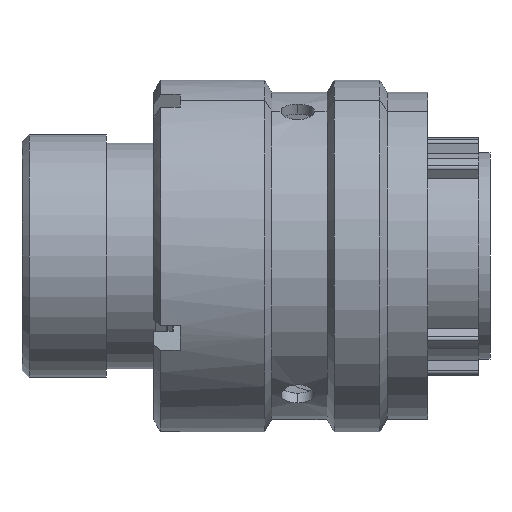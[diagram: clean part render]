
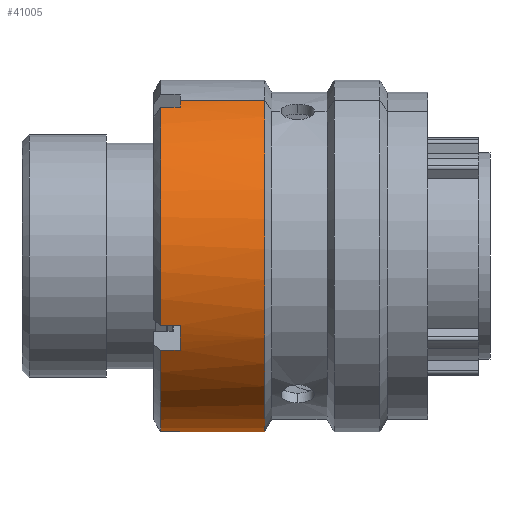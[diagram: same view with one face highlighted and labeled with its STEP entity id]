
A CAD part, front view. The second image highlights one B-rep face of the part: STEP entity #41005.
In plain terms, the highlighted cylindrical face has radius 12.55 mm (diameter 25.1 mm), a partial arc.
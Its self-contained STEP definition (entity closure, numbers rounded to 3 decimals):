
#361 = CARTESIAN_POINT ( 'NONE',  ( 11.278, -5.849, 11.103 ) ) ;
#698 = LINE ( 'NONE', #44493, #39913 ) ;
#2065 = VERTEX_POINT ( 'NONE', #28422 ) ;
#2142 = VECTOR ( 'NONE', #54827, 1000. ) ;
#3065 = EDGE_LOOP ( 'NONE', ( #56709, #4475, #61107, #26447, #44102, #26289, #32409, #57132, #20146, #41681, #49608, #22257 ) ) ;
#3298 = CIRCLE ( 'NONE', #30481, 12.55 ) ;
#4106 = CARTESIAN_POINT ( 'NONE',  ( 28.928, -11.534, -4.946 ) ) ;
#4475 = ORIENTED_EDGE ( 'NONE', *, *, #8819, .T. ) ;
#5246 = VERTEX_POINT ( 'NONE', #12349 ) ;
#5342 = VERTEX_POINT ( 'NONE', #14339 ) ;
#5833 = DIRECTION ( 'NONE',  ( 1., 0., 0. ) ) ;
#6196 = CARTESIAN_POINT ( 'NONE',  ( 11.278, 0., 0. ) ) ;
#6382 = VERTEX_POINT ( 'NONE', #26814 ) ;
#8402 = EDGE_CURVE ( 'NONE', #6382, #5342, #16384, .T. ) ;
#8819 = EDGE_CURVE ( 'NONE', #29022, #2065, #61991, .T. ) ;
#8887 = VECTOR ( 'NONE', #9024, 1000. ) ;
#9024 = DIRECTION ( 'NONE',  ( 1., 0., 0. ) ) ;
#9787 = CARTESIAN_POINT ( 'NONE',  ( 11.278, 0., 0. ) ) ;
#9875 = CARTESIAN_POINT ( 'NONE',  ( 11.278, 0., 0. ) ) ;
#9985 = EDGE_CURVE ( 'NONE', #62885, #39921, #3298, .T. ) ;
#10139 = CIRCLE ( 'NONE', #35865, 12.55 ) ;
#11321 = DIRECTION ( 'NONE',  ( 0., 0.466, -0.885 ) ) ;
#11426 = AXIS2_PLACEMENT_3D ( 'NONE', #36545, #5833, #41627 ) ;
#12349 = CARTESIAN_POINT ( 'NONE',  ( 11.278, 4.946, -11.534 ) ) ;
#13855 = EDGE_CURVE ( 'NONE', #64913, #5342, #49259, .T. ) ;
#13982 = DIRECTION ( 'NONE',  ( 1., 0., 0. ) ) ;
#14339 = CARTESIAN_POINT ( 'NONE',  ( 17.298, 5.849, -11.103 ) ) ;
#14583 = CARTESIAN_POINT ( 'NONE',  ( 9.878, 4.946, -11.534 ) ) ;
#14886 = VERTEX_POINT ( 'NONE', #40312 ) ;
#14911 = DIRECTION ( 'NONE',  ( 0., -0.885, -0.466 ) ) ;
#15001 = DIRECTION ( 'NONE',  ( 0., 0.885, 0.466 ) ) ;
#15312 = VECTOR ( 'NONE', #58683, 1000. ) ;
#15970 = CARTESIAN_POINT ( 'NONE',  ( 9.878, -6.716, 10.602 ) ) ;
#16384 = CIRCLE ( 'NONE', #11426, 12.55 ) ;
#16418 = EDGE_CURVE ( 'NONE', #5246, #64913, #10139, .T. ) ;
#16759 = CYLINDRICAL_SURFACE ( 'NONE', #31975, 12.55 ) ;
#17585 = DIRECTION ( 'NONE',  ( 1., 0., 0. ) ) ;
#18978 = CARTESIAN_POINT ( 'NONE',  ( 28.928, -5.849, 11.103 ) ) ;
#20146 = ORIENTED_EDGE ( 'NONE', *, *, #25797, .T. ) ;
#20492 = CIRCLE ( 'NONE', #36569, 12.55 ) ;
#21970 = VERTEX_POINT ( 'NONE', #48511 ) ;
#22257 = ORIENTED_EDGE ( 'NONE', *, *, #8402, .F. ) ;
#22829 = AXIS2_PLACEMENT_3D ( 'NONE', #60984, #30311, #66133 ) ;
#23247 = EDGE_CURVE ( 'NONE', #29022, #6382, #29351, .T. ) ;
#23444 = DIRECTION ( 'NONE',  ( -1., 0., 0. ) ) ;
#25475 = DIRECTION ( 'NONE',  ( 1., 0., 0. ) ) ;
#25797 = EDGE_CURVE ( 'NONE', #38211, #5246, #698, .T. ) ;
#26289 = ORIENTED_EDGE ( 'NONE', *, *, #9985, .T. ) ;
#26447 = ORIENTED_EDGE ( 'NONE', *, *, #35285, .T. ) ;
#26814 = CARTESIAN_POINT ( 'NONE',  ( 17.298, -5.849, 11.103 ) ) ;
#27305 = LINE ( 'NONE', #43215, #15312 ) ;
#28422 = CARTESIAN_POINT ( 'NONE',  ( 11.278, -6.716, 10.602 ) ) ;
#28455 = LINE ( 'NONE', #59281, #42107 ) ;
#28565 = CARTESIAN_POINT ( 'NONE',  ( 11.278, -11.534, -4.946 ) ) ;
#29022 = VERTEX_POINT ( 'NONE', #361 ) ;
#29351 = LINE ( 'NONE', #18978, #2142 ) ;
#30311 = DIRECTION ( 'NONE',  ( 1., 0., 0. ) ) ;
#30481 = AXIS2_PLACEMENT_3D ( 'NONE', #6196, #41990, #11321 ) ;
#31975 = AXIS2_PLACEMENT_3D ( 'NONE', #63299, #17585, #43358 ) ;
#32409 = ORIENTED_EDGE ( 'NONE', *, *, #51278, .T. ) ;
#33392 = DIRECTION ( 'NONE',  ( 1., 0., 0. ) ) ;
#34378 = CARTESIAN_POINT ( 'NONE',  ( 11.278, -10.602, -6.716 ) ) ;
#35212 = EDGE_CURVE ( 'NONE', #21970, #62885, #36175, .T. ) ;
#35285 = EDGE_CURVE ( 'NONE', #51596, #21970, #43336, .T. ) ;
#35673 = VECTOR ( 'NONE', #33392, 1000. ) ;
#35865 = AXIS2_PLACEMENT_3D ( 'NONE', #9875, #45696, #15001 ) ;
#36175 = LINE ( 'NONE', #4106, #8887 ) ;
#36545 = CARTESIAN_POINT ( 'NONE',  ( 17.298, 0., 0. ) ) ;
#36569 = AXIS2_PLACEMENT_3D ( 'NONE', #56129, #25475, #61300 ) ;
#38211 = VERTEX_POINT ( 'NONE', #14583 ) ;
#39913 = VECTOR ( 'NONE', #13982, 1000. ) ;
#39921 = VERTEX_POINT ( 'NONE', #34378 ) ;
#40312 = CARTESIAN_POINT ( 'NONE',  ( 9.878, -10.602, -6.716 ) ) ;
#41005 = ADVANCED_FACE ( 'NONE', ( #48852 ), #16759, .T. ) ;
#41627 = DIRECTION ( 'NONE',  ( 0., 0.466, -0.885 ) ) ;
#41681 = ORIENTED_EDGE ( 'NONE', *, *, #16418, .T. ) ;
#41990 = DIRECTION ( 'NONE',  ( 1., 0., 0. ) ) ;
#42107 = VECTOR ( 'NONE', #23444, 1000. ) ;
#43215 = CARTESIAN_POINT ( 'NONE',  ( 28.928, -6.716, 10.602 ) ) ;
#43336 = CIRCLE ( 'NONE', #22829, 12.55 ) ;
#43358 = DIRECTION ( 'NONE',  ( 0., 0.466, -0.885 ) ) ;
#44102 = ORIENTED_EDGE ( 'NONE', *, *, #35212, .T. ) ;
#44151 = EDGE_CURVE ( 'NONE', #14886, #38211, #20492, .T. ) ;
#44493 = CARTESIAN_POINT ( 'NONE',  ( 28.928, 4.946, -11.534 ) ) ;
#44674 = CARTESIAN_POINT ( 'NONE',  ( 11.278, 5.849, -11.103 ) ) ;
#45611 = DIRECTION ( 'NONE',  ( 1., 0., 0. ) ) ;
#45696 = DIRECTION ( 'NONE',  ( 1., 0., 0. ) ) ;
#48511 = CARTESIAN_POINT ( 'NONE',  ( 9.878, -11.534, -4.946 ) ) ;
#48852 = FACE_OUTER_BOUND ( 'NONE', #3065, .T. ) ;
#49259 = LINE ( 'NONE', #53769, #35673 ) ;
#49608 = ORIENTED_EDGE ( 'NONE', *, *, #13855, .T. ) ;
#51278 = EDGE_CURVE ( 'NONE', #39921, #14886, #28455, .T. ) ;
#51596 = VERTEX_POINT ( 'NONE', #15970 ) ;
#53769 = CARTESIAN_POINT ( 'NONE',  ( 28.928, 5.849, -11.103 ) ) ;
#54827 = DIRECTION ( 'NONE',  ( 1., 0., 0. ) ) ;
#56129 = CARTESIAN_POINT ( 'NONE',  ( 9.878, 0., 0. ) ) ;
#56709 = ORIENTED_EDGE ( 'NONE', *, *, #23247, .F. ) ;
#57132 = ORIENTED_EDGE ( 'NONE', *, *, #44151, .T. ) ;
#58683 = DIRECTION ( 'NONE',  ( -1., 0., 0. ) ) ;
#59281 = CARTESIAN_POINT ( 'NONE',  ( 28.928, -10.602, -6.716 ) ) ;
#60409 = EDGE_CURVE ( 'NONE', #2065, #51596, #27305, .T. ) ;
#60984 = CARTESIAN_POINT ( 'NONE',  ( 9.878, 0., 0. ) ) ;
#61107 = ORIENTED_EDGE ( 'NONE', *, *, #60409, .T. ) ;
#61300 = DIRECTION ( 'NONE',  ( 0., 0.466, -0.885 ) ) ;
#61991 = CIRCLE ( 'NONE', #63836, 12.55 ) ;
#62885 = VERTEX_POINT ( 'NONE', #28565 ) ;
#63299 = CARTESIAN_POINT ( 'NONE',  ( 28.928, 0., 0. ) ) ;
#63836 = AXIS2_PLACEMENT_3D ( 'NONE', #9787, #45611, #14911 ) ;
#64913 = VERTEX_POINT ( 'NONE', #44674 ) ;
#66133 = DIRECTION ( 'NONE',  ( 0., 0.466, -0.885 ) ) ;
